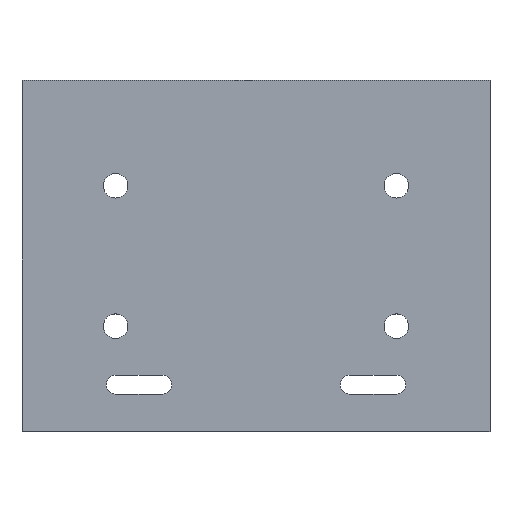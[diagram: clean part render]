
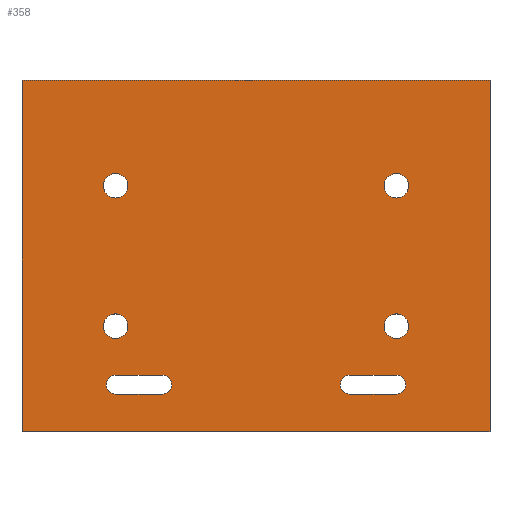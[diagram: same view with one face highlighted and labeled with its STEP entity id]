
A CAD part, top view. The second image highlights one B-rep face of the part: STEP entity #358.
In plain terms, the highlighted planar face has unit normal (0, 0, 1).
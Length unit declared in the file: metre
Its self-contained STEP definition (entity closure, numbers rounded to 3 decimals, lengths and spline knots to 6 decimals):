
#28=PLANE('',#405);
#34=LINE('',#520,#62);
#40=LINE('',#541,#68);
#44=LINE('',#554,#72);
#48=LINE('',#562,#76);
#51=LINE('',#568,#79);
#53=LINE('',#571,#81);
#55=LINE('',#594,#83);
#57=LINE('',#597,#85);
#62=VECTOR('',#421,1.);
#68=VECTOR('',#441,1.);
#72=VECTOR('',#453,1.);
#76=VECTOR('',#459,1.);
#79=VECTOR('',#464,1.);
#81=VECTOR('',#468,1.);
#83=VECTOR('',#496,1.);
#85=VECTOR('',#500,1.);
#142=ORIENTED_EDGE('',*,*,#196,.F.);
#143=ORIENTED_EDGE('',*,*,#200,.T.);
#144=ORIENTED_EDGE('',*,*,#203,.T.);
#145=ORIENTED_EDGE('',*,*,#215,.F.);
#146=ORIENTED_EDGE('',*,*,#212,.F.);
#147=ORIENTED_EDGE('',*,*,#210,.F.);
#148=ORIENTED_EDGE('',*,*,#208,.F.);
#149=ORIENTED_EDGE('',*,*,#206,.F.);
#150=ORIENTED_EDGE('',*,*,#186,.T.);
#151=ORIENTED_EDGE('',*,*,#190,.T.);
#152=ORIENTED_EDGE('',*,*,#193,.T.);
#153=ORIENTED_EDGE('',*,*,#205,.F.);
#154=ORIENTED_EDGE('',*,*,#176,.T.);
#155=ORIENTED_EDGE('',*,*,#180,.T.);
#156=ORIENTED_EDGE('',*,*,#183,.T.);
#157=ORIENTED_EDGE('',*,*,#217,.F.);
#176=EDGE_CURVE('',#221,#220,#251,.T.);
#180=EDGE_CURVE('',#220,#223,#34,.T.);
#183=EDGE_CURVE('',#223,#225,#253,.T.);
#186=EDGE_CURVE('',#229,#228,#255,.T.);
#190=EDGE_CURVE('',#228,#231,#40,.T.);
#193=EDGE_CURVE('',#231,#233,#257,.T.);
#196=EDGE_CURVE('',#236,#237,#44,.T.);
#200=EDGE_CURVE('',#236,#239,#48,.T.);
#203=EDGE_CURVE('',#239,#241,#51,.T.);
#205=EDGE_CURVE('',#229,#233,#53,.T.);
#206=EDGE_CURVE('',#242,#242,#258,.T.);
#208=EDGE_CURVE('',#244,#244,#260,.T.);
#210=EDGE_CURVE('',#246,#246,#262,.T.);
#212=EDGE_CURVE('',#248,#248,#264,.T.);
#215=EDGE_CURVE('',#237,#241,#55,.T.);
#217=EDGE_CURVE('',#221,#225,#57,.T.);
#220=VERTEX_POINT('',#511);
#221=VERTEX_POINT('',#513);
#223=VERTEX_POINT('',#519);
#225=VERTEX_POINT('',#525);
#228=VERTEX_POINT('',#532);
#229=VERTEX_POINT('',#534);
#231=VERTEX_POINT('',#540);
#233=VERTEX_POINT('',#546);
#236=VERTEX_POINT('',#553);
#237=VERTEX_POINT('',#555);
#239=VERTEX_POINT('',#561);
#241=VERTEX_POINT('',#567);
#242=VERTEX_POINT('',#574);
#244=VERTEX_POINT('',#579);
#246=VERTEX_POINT('',#584);
#248=VERTEX_POINT('',#589);
#251=CIRCLE('',#375,0.004);
#253=CIRCLE('',#379,0.004);
#255=CIRCLE('',#382,0.004);
#257=CIRCLE('',#386,0.004);
#258=CIRCLE('',#392,0.00525);
#260=CIRCLE('',#395,0.00525);
#262=CIRCLE('',#398,0.00525);
#264=CIRCLE('',#401,0.00525);
#286=EDGE_LOOP('',(#142,#143,#144,#145));
#287=EDGE_LOOP('',(#146));
#288=EDGE_LOOP('',(#147));
#289=EDGE_LOOP('',(#148));
#290=EDGE_LOOP('',(#149));
#291=EDGE_LOOP('',(#150,#151,#152,#153));
#292=EDGE_LOOP('',(#154,#155,#156,#157));
#320=FACE_BOUND('',#286,.T.);
#321=FACE_BOUND('',#287,.T.);
#322=FACE_BOUND('',#288,.T.);
#323=FACE_BOUND('',#289,.T.);
#324=FACE_BOUND('',#290,.T.);
#325=FACE_BOUND('',#291,.T.);
#326=FACE_BOUND('',#292,.T.);
#358=ADVANCED_FACE('',(#320,#321,#322,#323,#324,#325,#326),#28,.T.);
#375=AXIS2_PLACEMENT_3D('',#512,#414,#415);
#379=AXIS2_PLACEMENT_3D('',#526,#427,#428);
#382=AXIS2_PLACEMENT_3D('',#533,#434,#435);
#386=AXIS2_PLACEMENT_3D('',#547,#447,#448);
#392=AXIS2_PLACEMENT_3D('',#573,#471,#472);
#395=AXIS2_PLACEMENT_3D('',#578,#477,#478);
#398=AXIS2_PLACEMENT_3D('',#583,#483,#484);
#401=AXIS2_PLACEMENT_3D('',#588,#489,#490);
#405=AXIS2_PLACEMENT_3D('',#598,#501,#502);
#414=DIRECTION('',(0.,0.,-1.));
#415=DIRECTION('',(1.,0.,0.));
#421=DIRECTION('',(1.,0.,0.));
#427=DIRECTION('',(0.,0.,-1.));
#428=DIRECTION('',(1.,0.,0.));
#434=DIRECTION('',(0.,0.,-1.));
#435=DIRECTION('',(1.,0.,0.));
#441=DIRECTION('',(1.,0.,0.));
#447=DIRECTION('',(0.,0.,-1.));
#448=DIRECTION('',(1.,0.,0.));
#453=DIRECTION('',(0.,1.,0.));
#459=DIRECTION('',(1.,0.,0.));
#464=DIRECTION('',(0.,1.,0.));
#468=DIRECTION('',(1.,0.,0.));
#471=DIRECTION('',(0.,0.,1.));
#472=DIRECTION('',(1.,0.,0.));
#477=DIRECTION('',(0.,0.,1.));
#478=DIRECTION('',(1.,0.,0.));
#483=DIRECTION('',(0.,0.,1.));
#484=DIRECTION('',(1.,0.,0.));
#489=DIRECTION('',(0.,0.,1.));
#490=DIRECTION('',(1.,0.,0.));
#496=DIRECTION('',(1.,0.,0.));
#500=DIRECTION('',(1.,0.,0.));
#501=DIRECTION('',(0.,0.,1.));
#502=DIRECTION('',(1.,0.,0.));
#511=CARTESIAN_POINT('',(0.04,0.024,0.005));
#512=CARTESIAN_POINT('',(0.04,0.02,0.005));
#513=CARTESIAN_POINT('',(0.04,0.016,0.005));
#519=CARTESIAN_POINT('',(0.06,0.024,0.005));
#520=CARTESIAN_POINT('',(0.05,0.024,0.005));
#525=CARTESIAN_POINT('',(0.06,0.016,0.005));
#526=CARTESIAN_POINT('',(0.06,0.02,0.005));
#532=CARTESIAN_POINT('',(0.14,0.024,0.005));
#533=CARTESIAN_POINT('',(0.14,0.02,0.005));
#534=CARTESIAN_POINT('',(0.14,0.016,0.005));
#540=CARTESIAN_POINT('',(0.16,0.024,0.005));
#541=CARTESIAN_POINT('',(0.15,0.024,0.005));
#546=CARTESIAN_POINT('',(0.16,0.016,0.005));
#547=CARTESIAN_POINT('',(0.16,0.02,0.005));
#553=CARTESIAN_POINT('',(0.,0.,0.005));
#554=CARTESIAN_POINT('',(0.,0.075,0.005));
#555=CARTESIAN_POINT('',(0.,0.15,0.005));
#561=CARTESIAN_POINT('',(0.2,0.,0.005));
#562=CARTESIAN_POINT('',(0.1,0.,0.005));
#567=CARTESIAN_POINT('',(0.2,0.15,0.005));
#568=CARTESIAN_POINT('',(0.2,0.075,0.005));
#571=CARTESIAN_POINT('',(0.15,0.016,0.005));
#573=CARTESIAN_POINT('',(0.16,0.105,0.005));
#574=CARTESIAN_POINT('',(0.16525,0.105,0.005));
#578=CARTESIAN_POINT('',(0.16,0.045,0.005));
#579=CARTESIAN_POINT('',(0.16525,0.045,0.005));
#583=CARTESIAN_POINT('',(0.04,0.045,0.005));
#584=CARTESIAN_POINT('',(0.04525,0.045,0.005));
#588=CARTESIAN_POINT('',(0.04,0.105,0.005));
#589=CARTESIAN_POINT('',(0.04525,0.105,0.005));
#594=CARTESIAN_POINT('',(0.1,0.15,0.005));
#597=CARTESIAN_POINT('',(0.05,0.016,0.005));
#598=CARTESIAN_POINT('',(0.1,0.075,0.005));
